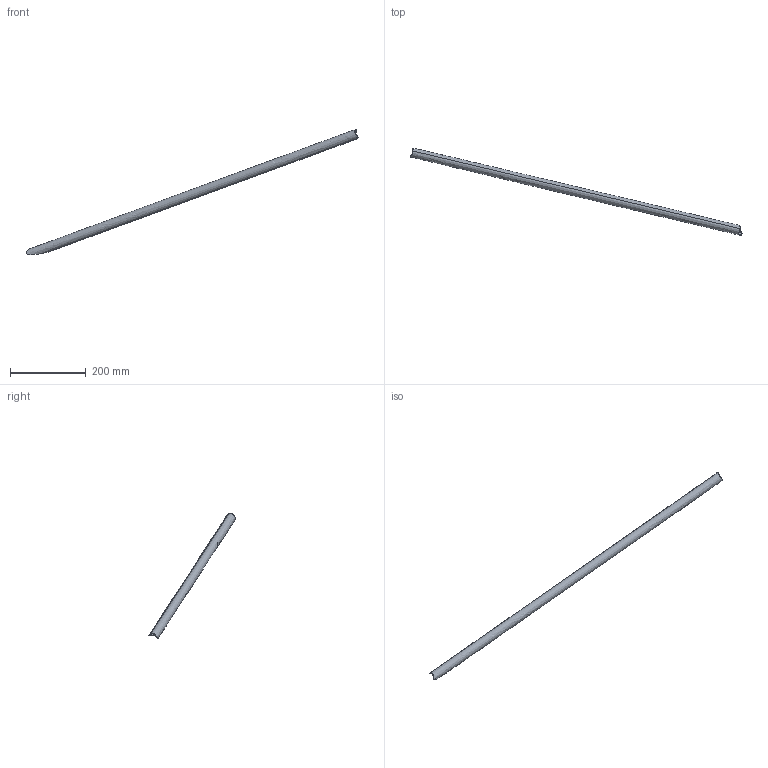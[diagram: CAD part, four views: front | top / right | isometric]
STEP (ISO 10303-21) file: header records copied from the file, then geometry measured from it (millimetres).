
FILE_DESCRIPTION(('CATIA V5 STEP Exchange'),'2;1');
FILE_NAME('21.stp','2017-12-23T18:15:56+00:00',('none'),('none'),'CATIA Version 5 Release 19 SP 2 (IN-10)','CATIA V5 STEP AP203','none');
FILE_SCHEMA(('CONFIG_CONTROL_DESIGN'));
Length unit declared in the file: millimetre
Products named in the file (1): Shape_933
Bounding box: 878.61 x 229.56 x 331.9 mm (x, y, z)
Volume: 102434.1 mm3; surface area: 137046.4 mm2
Topology: 1 solids, 1 shells, 8 faces, 24 edges, 16 vertices
Faces by surface type: bspline 7, cylinder 1
Entity records: 929 total; most frequent: CARTESIAN_POINT 746, ORIENTED_EDGE 48, EDGE_CURVE 24, B_SPLINE_CURVE_WITH_KNOTS 18, VERTEX_POINT 16, ADVANCED_FACE 8, EDGE_LOOP 8, FACE_OUTER_BOUND 8
